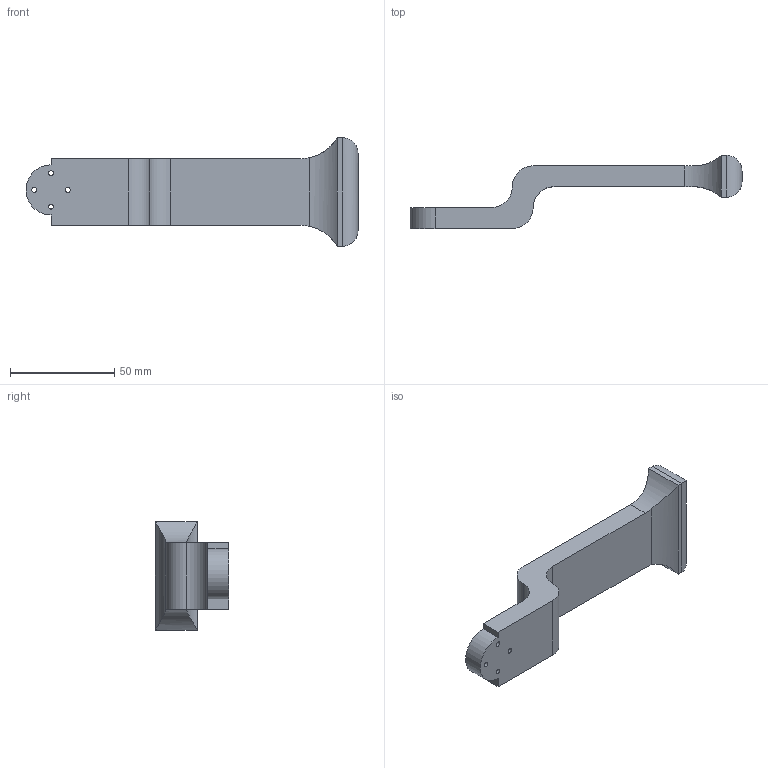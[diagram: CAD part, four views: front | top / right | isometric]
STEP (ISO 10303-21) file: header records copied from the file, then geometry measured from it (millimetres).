
FILE_DESCRIPTION(/* description */ (''),/* implementation_level */ '2;1');
FILE_NAME(/* name */ 'bracket4 v2.step',/* time_stamp */ '2016-07-31T18:47:59-04:00',/* author */ (''),/* organization */ (''),/* preprocessor_version */ 'ST-DEVELOPER v16.5',/* originating_system */ 'Autodesk Translation Framework v5.1.0.3141',/* authorisation */ '');
FILE_SCHEMA (('AUTOMOTIVE_DESIGN { 1 0 10303 214 3 1 1 }'));
Length unit declared in the file: centimetre
Products named in the file (1): bracket4 v2
Bounding box: 159 x 35 x 52 mm (x, y, z)
Volume: 64003.3 mm3; surface area: 16306.5 mm2
Topology: 1 solids, 1 shells, 30 faces, 76 edges, 48 vertices
Faces by surface type: cylinder 17, plane 13
Full cylindrical faces by diameter (mm): 2.4 x4
Entity records: 958 total; most frequent: CARTESIAN_POINT 195, DIRECTION 156, ORIENTED_EDGE 144, EDGE_CURVE 72, AXIS2_PLACEMENT_3D 57, VERTEX_POINT 48, EDGE_LOOP 42, LINE 42
